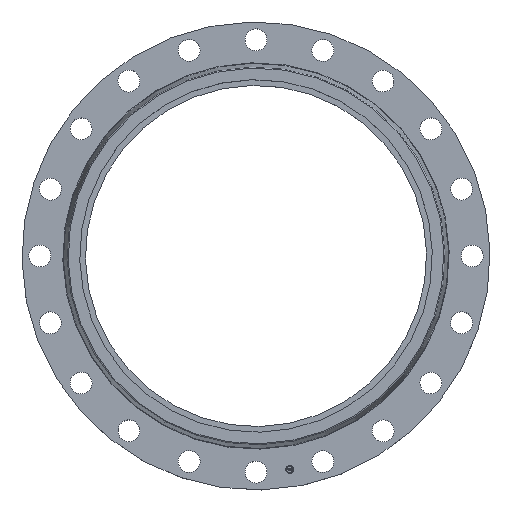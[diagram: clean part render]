
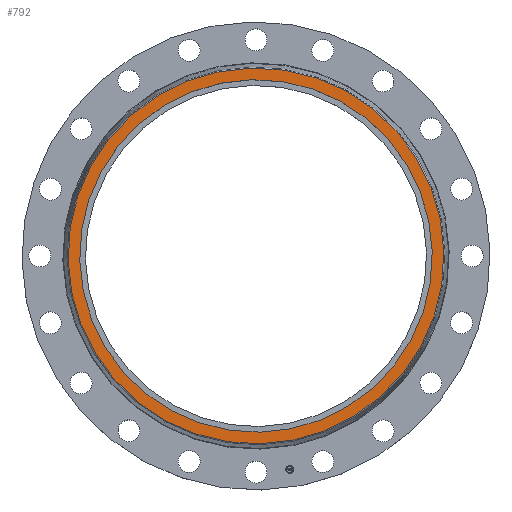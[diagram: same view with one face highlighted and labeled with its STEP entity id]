
A CAD part, top view. The second image highlights one B-rep face of the part: STEP entity #792.
In plain terms, the highlighted planar face has unit normal (0, 0, 1).
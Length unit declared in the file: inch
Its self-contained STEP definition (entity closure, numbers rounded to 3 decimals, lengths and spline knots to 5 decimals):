
#736=AXIS2_PLACEMENT_3D('Circle Axis2P3D',#734,#735,$) ;
#755=AXIS2_PLACEMENT_3D('Circle Axis2P3D',#753,#754,$) ;
#768=AXIS2_PLACEMENT_3D('Plane Axis2P3D',#765,#766,#767) ;
#776=AXIS2_PLACEMENT_3D('Circle Axis2P3D',#774,#775,$) ;
#785=AXIS2_PLACEMENT_3D('Circle Axis2P3D',#783,#784,$) ;
#731=CARTESIAN_POINT('Vertex',(5.67731,10.39225,3.07)) ;
#734=CARTESIAN_POINT('Axis2P3D Location',(0.,0.,3.07)) ;
#738=CARTESIAN_POINT('Vertex',(-5.67731,-10.39225,3.07)) ;
#753=CARTESIAN_POINT('Axis2P3D Location',(0.,0.,3.07)) ;
#765=CARTESIAN_POINT('Axis2P3D Location',(0.,11.8419,3.07)) ;
#774=CARTESIAN_POINT('Axis2P3D Location',(0.,0.,3.07)) ;
#778=CARTESIAN_POINT('Vertex',(-9.74994,5.32642,3.07)) ;
#780=CARTESIAN_POINT('Vertex',(9.74994,-5.32642,3.07)) ;
#783=CARTESIAN_POINT('Axis2P3D Location',(0.,0.,3.07)) ;
#735=DIRECTION('Axis2P3D Direction',(0.,0.,-0.039)) ;
#754=DIRECTION('Axis2P3D Direction',(0.,0.,-0.039)) ;
#766=DIRECTION('Axis2P3D Direction',(0.,0.,-0.039)) ;
#767=DIRECTION('Axis2P3D XDirection',(0.039,0.,0.)) ;
#775=DIRECTION('Axis2P3D Direction',(0.,0.,-0.039)) ;
#784=DIRECTION('Axis2P3D Direction',(0.,0.,-0.039)) ;
#771=ORIENTED_EDGE('',*,*,#740,.F.) ;
#772=ORIENTED_EDGE('',*,*,#757,.F.) ;
#789=ORIENTED_EDGE('',*,*,#782,.T.) ;
#790=ORIENTED_EDGE('',*,*,#787,.T.) ;
#791=FACE_BOUND('',#788,.T.) ;
#792=ADVANCED_FACE('PartBody',(#773,#791),#769,.F.) ;
#737=CIRCLE('generated circle',#736,11.8419) ;
#756=CIRCLE('generated circle',#755,11.8419) ;
#777=CIRCLE('generated circle',#776,11.11) ;
#786=CIRCLE('generated circle',#785,11.11) ;
#740=EDGE_CURVE('',#732,#739,#737,.T.) ;
#757=EDGE_CURVE('',#739,#732,#756,.T.) ;
#782=EDGE_CURVE('',#779,#781,#777,.T.) ;
#787=EDGE_CURVE('',#781,#779,#786,.T.) ;
#770=EDGE_LOOP('',(#771,#772)) ;
#788=EDGE_LOOP('',(#789,#790)) ;
#773=FACE_OUTER_BOUND('',#770,.T.) ;
#769=PLANE('',#768) ;
#732=VERTEX_POINT('',#731) ;
#739=VERTEX_POINT('',#738) ;
#779=VERTEX_POINT('',#778) ;
#781=VERTEX_POINT('',#780) ;
